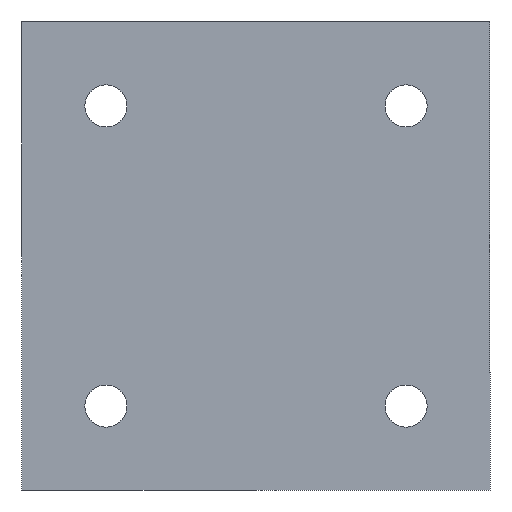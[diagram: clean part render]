
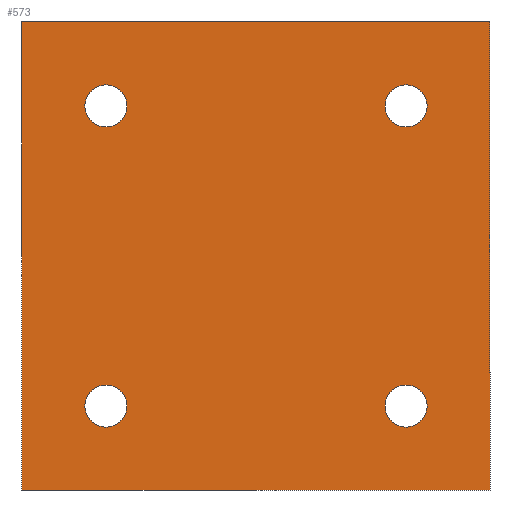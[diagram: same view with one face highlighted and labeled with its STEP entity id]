
A CAD part, front view. The second image highlights one B-rep face of the part: STEP entity #573.
In plain terms, the highlighted planar face has unit normal (0, -1, 0).
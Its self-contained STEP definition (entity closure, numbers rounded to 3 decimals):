
#2 = LINE ( 'NONE', #177, #190 ) ;
#24 = FACE_BOUND ( 'NONE', #483, .T. ) ;
#28 = EDGE_CURVE ( 'NONE', #382, #382, #398, .T. ) ;
#30 = DIRECTION ( 'NONE',  ( 0., 1., 0. ) ) ;
#43 = CARTESIAN_POINT ( 'NONE',  ( -25., -10., -25. ) ) ;
#49 = VECTOR ( 'NONE', #185, 1000. ) ;
#52 = EDGE_LOOP ( 'NONE', ( #571 ) ) ;
#67 = PLANE ( 'NONE',  #94 ) ;
#70 = VECTOR ( 'NONE', #297, 1000. ) ;
#79 = EDGE_CURVE ( 'NONE', #374, #374, #132, .T. ) ;
#86 = DIRECTION ( 'NONE',  ( -1., 0., 0. ) ) ;
#87 = VERTEX_POINT ( 'NONE', #337 ) ;
#92 = DIRECTION ( 'NONE',  ( 0., 0., 1. ) ) ;
#94 = AXIS2_PLACEMENT_3D ( 'NONE', #160, #428, #247 ) ;
#96 = ORIENTED_EDGE ( 'NONE', *, *, #529, .T. ) ;
#105 = CARTESIAN_POINT ( 'NONE',  ( -25., -10., 25. ) ) ;
#117 = LINE ( 'NONE', #332, #70 ) ;
#120 = FACE_OUTER_BOUND ( 'NONE', #363, .T. ) ;
#121 = DIRECTION ( 'NONE',  ( 0., 0., 1. ) ) ;
#124 = CARTESIAN_POINT ( 'NONE',  ( -16.036, -10., -13.786 ) ) ;
#132 = CIRCLE ( 'NONE', #257, 2.25 ) ;
#135 = VERTEX_POINT ( 'NONE', #43 ) ;
#143 = AXIS2_PLACEMENT_3D ( 'NONE', #465, #434, #92 ) ;
#156 = DIRECTION ( 'NONE',  ( 0., 0., 1. ) ) ;
#157 = CARTESIAN_POINT ( 'NONE',  ( -16.036, -10., 18.286 ) ) ;
#160 = CARTESIAN_POINT ( 'NONE',  ( 0., -10., 0. ) ) ;
#164 = FACE_BOUND ( 'NONE', #192, .T. ) ;
#172 = CIRCLE ( 'NONE', #495, 2.25 ) ;
#177 = CARTESIAN_POINT ( 'NONE',  ( -25., -10., 25. ) ) ;
#178 = ORIENTED_EDGE ( 'NONE', *, *, #509, .T. ) ;
#180 = EDGE_CURVE ( 'NONE', #87, #563, #2, .T. ) ;
#182 = EDGE_CURVE ( 'NONE', #496, #87, #397, .T. ) ;
#185 = DIRECTION ( 'NONE',  ( 0., 0., 1. ) ) ;
#186 = ORIENTED_EDGE ( 'NONE', *, *, #180, .T. ) ;
#190 = VECTOR ( 'NONE', #86, 1000. ) ;
#192 = EDGE_LOOP ( 'NONE', ( #294 ) ) ;
#203 = FACE_BOUND ( 'NONE', #323, .T. ) ;
#206 = CARTESIAN_POINT ( 'NONE',  ( 16.036, -10., 18.286 ) ) ;
#211 = DIRECTION ( 'NONE',  ( 0., 1., 0. ) ) ;
#240 = DIRECTION ( 'NONE',  ( 0., 0., -1. ) ) ;
#247 = DIRECTION ( 'NONE',  ( 0., 0., -1. ) ) ;
#257 = AXIS2_PLACEMENT_3D ( 'NONE', #554, #30, #156 ) ;
#280 = EDGE_CURVE ( 'NONE', #476, #476, #494, .T. ) ;
#294 = ORIENTED_EDGE ( 'NONE', *, *, #280, .T. ) ;
#297 = DIRECTION ( 'NONE',  ( 1., 0., 0. ) ) ;
#323 = EDGE_LOOP ( 'NONE', ( #404 ) ) ;
#332 = CARTESIAN_POINT ( 'NONE',  ( -25., -10., -25. ) ) ;
#337 = CARTESIAN_POINT ( 'NONE',  ( 25., -10., 25. ) ) ;
#338 = FACE_BOUND ( 'NONE', #52, .T. ) ;
#349 = CARTESIAN_POINT ( 'NONE',  ( 25., -10., 25. ) ) ;
#363 = EDGE_LOOP ( 'NONE', ( #541, #96, #475, #186 ) ) ;
#374 = VERTEX_POINT ( 'NONE', #206 ) ;
#376 = DIRECTION ( 'NONE',  ( 0., 1., 0. ) ) ;
#382 = VERTEX_POINT ( 'NONE', #157 ) ;
#386 = CARTESIAN_POINT ( 'NONE',  ( 25., -10., -25. ) ) ;
#390 = VECTOR ( 'NONE', #240, 1000. ) ;
#397 = LINE ( 'NONE', #349, #49 ) ;
#398 = CIRCLE ( 'NONE', #462, 2.25 ) ;
#404 = ORIENTED_EDGE ( 'NONE', *, *, #79, .T. ) ;
#428 = DIRECTION ( 'NONE',  ( 0., -1., 0. ) ) ;
#431 = VERTEX_POINT ( 'NONE', #488 ) ;
#434 = DIRECTION ( 'NONE',  ( 0., 1., 0. ) ) ;
#444 = EDGE_CURVE ( 'NONE', #563, #135, #504, .T. ) ;
#460 = CARTESIAN_POINT ( 'NONE',  ( 16.036, -10., -16.036 ) ) ;
#462 = AXIS2_PLACEMENT_3D ( 'NONE', #470, #211, #121 ) ;
#464 = CARTESIAN_POINT ( 'NONE',  ( -25., -10., 25. ) ) ;
#465 = CARTESIAN_POINT ( 'NONE',  ( -16.036, -10., -16.036 ) ) ;
#470 = CARTESIAN_POINT ( 'NONE',  ( -16.036, -10., 16.036 ) ) ;
#475 = ORIENTED_EDGE ( 'NONE', *, *, #182, .T. ) ;
#476 = VERTEX_POINT ( 'NONE', #124 ) ;
#483 = EDGE_LOOP ( 'NONE', ( #178 ) ) ;
#488 = CARTESIAN_POINT ( 'NONE',  ( 16.036, -10., -13.786 ) ) ;
#494 = CIRCLE ( 'NONE', #143, 2.25 ) ;
#495 = AXIS2_PLACEMENT_3D ( 'NONE', #460, #376, #559 ) ;
#496 = VERTEX_POINT ( 'NONE', #386 ) ;
#504 = LINE ( 'NONE', #105, #390 ) ;
#509 = EDGE_CURVE ( 'NONE', #431, #431, #172, .T. ) ;
#529 = EDGE_CURVE ( 'NONE', #135, #496, #117, .T. ) ;
#541 = ORIENTED_EDGE ( 'NONE', *, *, #444, .T. ) ;
#554 = CARTESIAN_POINT ( 'NONE',  ( 16.036, -10., 16.036 ) ) ;
#559 = DIRECTION ( 'NONE',  ( 0., 0., 1. ) ) ;
#563 = VERTEX_POINT ( 'NONE', #464 ) ;
#571 = ORIENTED_EDGE ( 'NONE', *, *, #28, .T. ) ;
#573 = ADVANCED_FACE ( 'NONE', ( #203, #24, #164, #338, #120 ), #67, .T. ) ;
